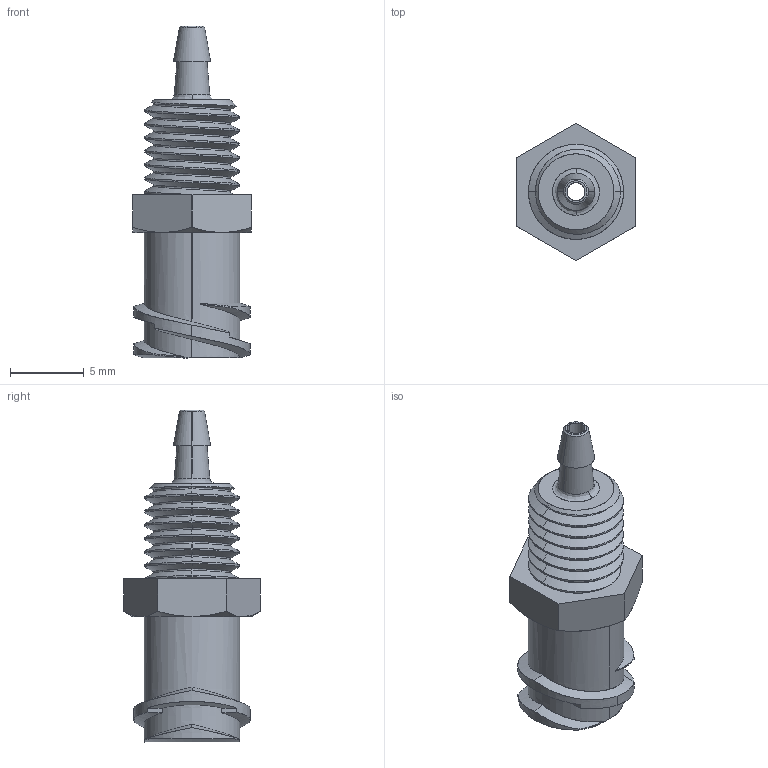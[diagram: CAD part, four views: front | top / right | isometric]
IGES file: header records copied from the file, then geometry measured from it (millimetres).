
Start section: SolidWorks IGES file using analytic representation for surfaces
Global section: file name: E-F-200052.IGS; native system: SolidWorks 2019; preprocessor: SolidWorks 2019; author: wtsang; date: 200428.105417; units: metre
Bounding box: 8.04 x 9.29 x 22.53 mm (x, y, z)
Surface area: 839.6 mm2 (no closed solid volume)
Topology: 0 solids, 0 shells, 137 faces, 2194 edges, 2194 vertices
Faces by surface type: bspline 87, revolution 50
